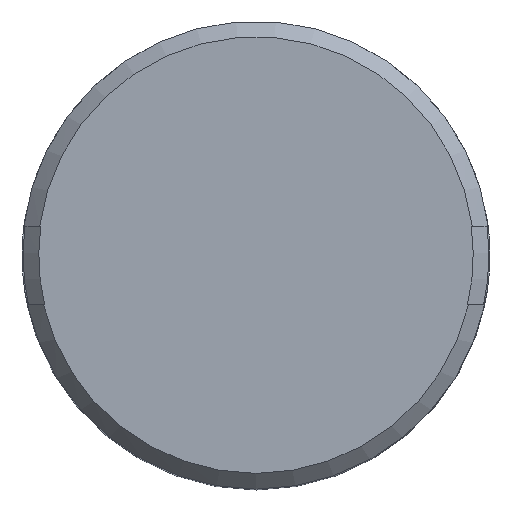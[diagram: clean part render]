
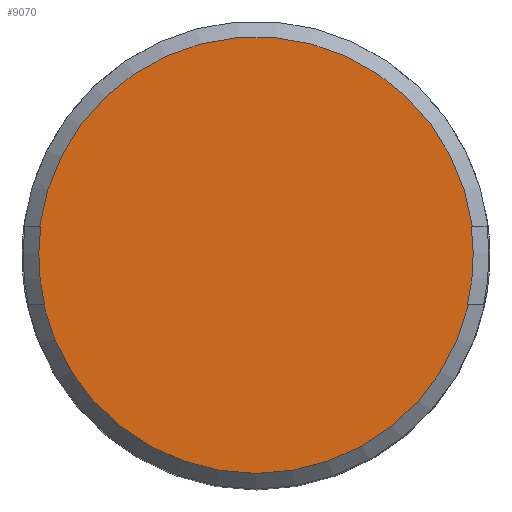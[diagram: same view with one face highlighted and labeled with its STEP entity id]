
A CAD part, top view. The second image highlights one B-rep face of the part: STEP entity #9070.
In plain terms, the highlighted planar face has unit normal (0, 0, 1).
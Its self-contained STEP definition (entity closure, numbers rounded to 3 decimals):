
#2632=CARTESIAN_POINT('',(8.227,1.1,40.));
#2693=CARTESIAN_POINT('',(-8.08,-1.9,40.));
#2713=CARTESIAN_POINT('',(-8.227,1.1,40.));
#2729=CARTESIAN_POINT('',(-8.267,1.1,40.));
#2731=CARTESIAN_POINT('',(8.267,1.1,40.));
#2738=DIRECTION('',(1.,0.,0.));
#2739=VECTOR('',#2738,0.041);
#2740=CARTESIAN_POINT('',(-8.121,-1.9,40.));
#2741=LINE('',#2740,#2739);
#2742=DIRECTION('',(1.,0.,0.));
#2743=VECTOR('',#2742,0.04);
#2744=CARTESIAN_POINT('',(-8.267,1.1,40.));
#2745=LINE('',#2744,#2743);
#2746=CARTESIAN_POINT('',(0.,0.,40.));
#2747=DIRECTION('',(0.,0.,1.));
#2748=DIRECTION('',(0.991,0.132,0.));
#2749=AXIS2_PLACEMENT_3D('',#2746,#2747,#2748);
#2751=DIRECTION('',(1.,0.,0.));
#2752=VECTOR('',#2751,0.04);
#2753=CARTESIAN_POINT('',(8.227,1.1,40.));
#2754=LINE('',#2753,#2752);
#2755=DIRECTION('',(1.,0.,0.));
#2756=VECTOR('',#2755,0.041);
#2757=CARTESIAN_POINT('',(8.08,-1.9,40.));
#2758=LINE('',#2757,#2756);
#2759=CARTESIAN_POINT('',(0.,0.,40.));
#2760=DIRECTION('',(0.,0.,1.));
#2761=DIRECTION('',(-0.974,-0.228,0.));
#2762=AXIS2_PLACEMENT_3D('',#2759,#2760,#2761);
#2764=CARTESIAN_POINT('',(0.,0.,40.));
#2765=DIRECTION('',(0.,0.,1.));
#2766=DIRECTION('',(-0.991,0.133,0.));
#2767=AXIS2_PLACEMENT_3D('',#2764,#2765,#2766);
#2779=CARTESIAN_POINT('',(0.,0.,40.));
#2780=DIRECTION('',(0.,0.,1.));
#2781=DIRECTION('',(0.973,-0.229,0.));
#2782=AXIS2_PLACEMENT_3D('',#2779,#2780,#2781);
#2793=CARTESIAN_POINT('',(8.08,-1.9,40.));
#2800=CARTESIAN_POINT('',(8.121,-1.9,40.));
#2802=CARTESIAN_POINT('',(-8.121,-1.9,40.));
#3008=VERTEX_POINT('',#2800);
#3009=VERTEX_POINT('',#2802);
#3010=VERTEX_POINT('',#2729);
#3027=VERTEX_POINT('',#2731);
#3048=VERTEX_POINT('',#2632);
#3049=VERTEX_POINT('',#2713);
#3058=VERTEX_POINT('',#2793);
#3059=VERTEX_POINT('',#2693);
#9051=CARTESIAN_POINT('',(0.,0.,40.));
#9052=DIRECTION('',(0.,0.,1.));
#9053=DIRECTION('',(1.,0.,0.));
#9054=AXIS2_PLACEMENT_3D('',#9051,#9052,#9053);
#9055=PLANE('',#9054);
#9056=ORIENTED_EDGE('',*,*,#8922,.T.);
#9058=ORIENTED_EDGE('',*,*,#9057,.F.);
#9059=ORIENTED_EDGE('',*,*,#8982,.F.);
#9060=ORIENTED_EDGE('',*,*,#9034,.F.);
#9061=ORIENTED_EDGE('',*,*,#8813,.F.);
#9063=ORIENTED_EDGE('',*,*,#9062,.F.);
#9065=ORIENTED_EDGE('',*,*,#9064,.T.);
#9067=ORIENTED_EDGE('',*,*,#9066,.F.);
#9068=EDGE_LOOP('',(#9056,#9058,#9059,#9060,#9061,#9063,#9065,#9067));
#9069=FACE_OUTER_BOUND('',#9068,.F.);
#9070=ADVANCED_FACE('',(#9069),#9055,.T.);
#2750=CIRCLE('',#2749,8.34);
#2763=CIRCLE('',#2762,8.34);
#2768=CIRCLE('',#2767,8.3);
#2783=CIRCLE('',#2782,8.3);
#8813=EDGE_CURVE('',#3048,#3027,#2754,.T.);
#8922=EDGE_CURVE('',#3009,#3059,#2741,.T.);
#8982=EDGE_CURVE('',#3010,#3049,#2745,.T.);
#9034=EDGE_CURVE('',#3027,#3010,#2750,.T.);
#9057=EDGE_CURVE('',#3049,#3059,#2768,.T.);
#9062=EDGE_CURVE('',#3058,#3048,#2783,.T.);
#9064=EDGE_CURVE('',#3058,#3008,#2758,.T.);
#9066=EDGE_CURVE('',#3009,#3008,#2763,.T.);
